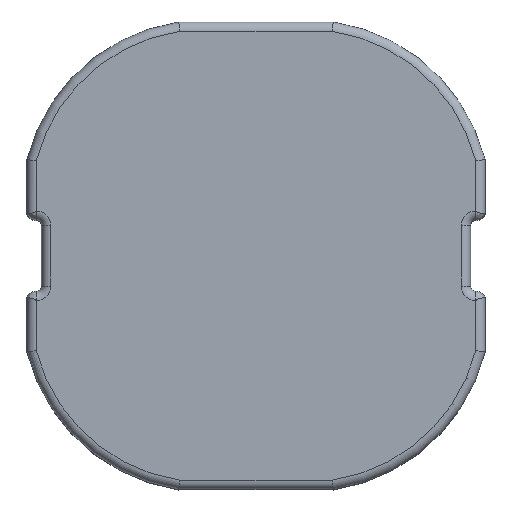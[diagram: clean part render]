
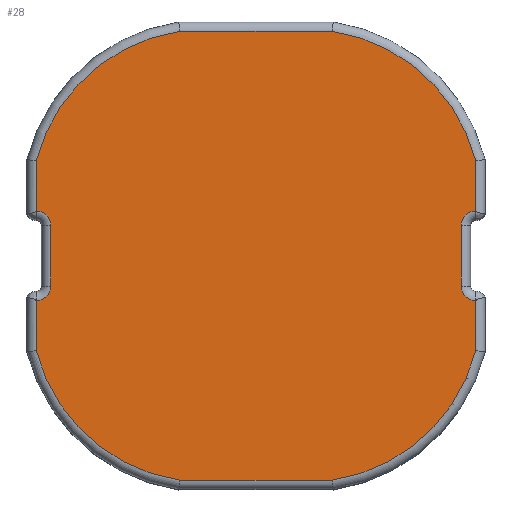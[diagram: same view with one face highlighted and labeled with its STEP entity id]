
A CAD part, top view. The second image highlights one B-rep face of the part: STEP entity #28.
In plain terms, the highlighted planar face has unit normal (0, 0, 1).
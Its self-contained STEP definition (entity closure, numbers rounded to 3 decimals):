
#28 = ADVANCED_FACE('',(#29),#167,.F.);
#29 = FACE_BOUND('',#30,.F.);
#30 = EDGE_LOOP('',(#31,#41,#50,#58,#67,#75,#84,#92,#101,#109,#118,#126,
    #135,#143,#152,#160));
#31 = ORIENTED_EDGE('',*,*,#32,.F.);
#32 = EDGE_CURVE('',#33,#35,#37,.T.);
#33 = VERTEX_POINT('',#34);
#34 = CARTESIAN_POINT('',(-4.7,2.03,6.)
  );
#35 = VERTEX_POINT('',#36);
#36 = CARTESIAN_POINT('',(-4.7,0.958,6.)
  );
#37 = LINE('',#38,#39);
#38 = CARTESIAN_POINT('',(-4.7,2.03,6.)
  );
#39 = VECTOR('',#40,1.);
#40 = DIRECTION('',(0.,-1.,
    0.));
#41 = ORIENTED_EDGE('',*,*,#42,.F.);
#42 = EDGE_CURVE('',#43,#33,#45,.T.);
#43 = VERTEX_POINT('',#44);
#44 = CARTESIAN_POINT('',(-1.635,4.8,6.)
  );
#45 = CIRCLE('',#46,3.739);
#46 = AXIS2_PLACEMENT_3D('',#47,#48,#49);
#47 = CARTESIAN_POINT('',(-1.077,1.102,6.)
  );
#48 = DIRECTION('',(0.,0.,1.));
#49 = DIRECTION('',(-0.149,0.989,0.));
#50 = ORIENTED_EDGE('',*,*,#51,.F.);
#51 = EDGE_CURVE('',#52,#43,#54,.T.);
#52 = VERTEX_POINT('',#53);
#53 = CARTESIAN_POINT('',(1.635,4.8,6.)
  );
#54 = LINE('',#55,#56);
#55 = CARTESIAN_POINT('',(1.635,4.8,6.)
  );
#56 = VECTOR('',#57,1.);
#57 = DIRECTION('',(-1.,0.,0.));
#58 = ORIENTED_EDGE('',*,*,#59,.F.);
#59 = EDGE_CURVE('',#60,#52,#62,.T.);
#60 = VERTEX_POINT('',#61);
#61 = CARTESIAN_POINT('',(4.7,2.03,6.)
  );
#62 = CIRCLE('',#63,3.739);
#63 = AXIS2_PLACEMENT_3D('',#64,#65,#66);
#64 = CARTESIAN_POINT('',(1.077,1.102,6.)
  );
#65 = DIRECTION('',(0.,0.,1.));
#66 = DIRECTION('',(0.969,0.248,0.));
#67 = ORIENTED_EDGE('',*,*,#68,.F.);
#68 = EDGE_CURVE('',#69,#60,#71,.T.);
#69 = VERTEX_POINT('',#70);
#70 = CARTESIAN_POINT('',(4.7,0.958,6.)
  );
#71 = LINE('',#72,#73);
#72 = CARTESIAN_POINT('',(4.7,0.958,6.)
  );
#73 = VECTOR('',#74,1.);
#74 = DIRECTION('',(0.,1.,0.)
  );
#75 = ORIENTED_EDGE('',*,*,#76,.F.);
#76 = EDGE_CURVE('',#77,#69,#79,.T.);
#77 = VERTEX_POINT('',#78);
#78 = CARTESIAN_POINT('',(4.391,0.649,6.)
  );
#79 = CIRCLE('',#80,0.309);
#80 = AXIS2_PLACEMENT_3D('',#81,#82,#83);
#81 = CARTESIAN_POINT('',(4.7,0.649,6.)
  );
#82 = DIRECTION('',(0.,0.,-1.));
#83 = DIRECTION('',(-1.,0.,0.));
#84 = ORIENTED_EDGE('',*,*,#85,.F.);
#85 = EDGE_CURVE('',#86,#77,#88,.T.);
#86 = VERTEX_POINT('',#87);
#87 = CARTESIAN_POINT('',(4.391,-0.649,6.)
  );
#88 = LINE('',#89,#90);
#89 = CARTESIAN_POINT('',(4.391,-0.649,6.)
  );
#90 = VECTOR('',#91,1.);
#91 = DIRECTION('',(0.,1.,0.));
#92 = ORIENTED_EDGE('',*,*,#93,.F.);
#93 = EDGE_CURVE('',#94,#86,#96,.T.);
#94 = VERTEX_POINT('',#95);
#95 = CARTESIAN_POINT('',(4.7,-0.958,6.)
  );
#96 = CIRCLE('',#97,0.309);
#97 = AXIS2_PLACEMENT_3D('',#98,#99,#100);
#98 = CARTESIAN_POINT('',(4.7,-0.649,6.)
  );
#99 = DIRECTION('',(0.,0.,-1.));
#100 = DIRECTION('',(0.001,-1.,
    0.));
#101 = ORIENTED_EDGE('',*,*,#102,.F.);
#102 = EDGE_CURVE('',#103,#94,#105,.T.);
#103 = VERTEX_POINT('',#104);
#104 = CARTESIAN_POINT('',(4.7,-2.03,6.
    ));
#105 = LINE('',#106,#107);
#106 = CARTESIAN_POINT('',(4.7,-2.03,6.
    ));
#107 = VECTOR('',#108,1.);
#108 = DIRECTION('',(0.,1.,
    0.));
#109 = ORIENTED_EDGE('',*,*,#110,.F.);
#110 = EDGE_CURVE('',#111,#103,#113,.T.);
#111 = VERTEX_POINT('',#112);
#112 = CARTESIAN_POINT('',(1.635,-4.8,6.
    ));
#113 = CIRCLE('',#114,3.739);
#114 = AXIS2_PLACEMENT_3D('',#115,#116,#117);
#115 = CARTESIAN_POINT('',(1.077,-1.102,6.
    ));
#116 = DIRECTION('',(0.,0.,1.));
#117 = DIRECTION('',(0.149,-0.989,0.)
  );
#118 = ORIENTED_EDGE('',*,*,#119,.F.);
#119 = EDGE_CURVE('',#120,#111,#122,.T.);
#120 = VERTEX_POINT('',#121);
#121 = CARTESIAN_POINT('',(-1.635,-4.8,
    6.));
#122 = LINE('',#123,#124);
#123 = CARTESIAN_POINT('',(-1.635,-4.8,
    6.));
#124 = VECTOR('',#125,1.);
#125 = DIRECTION('',(1.,0.,0.));
#126 = ORIENTED_EDGE('',*,*,#127,.F.);
#127 = EDGE_CURVE('',#128,#120,#130,.T.);
#128 = VERTEX_POINT('',#129);
#129 = CARTESIAN_POINT('',(-4.7,-2.03,
    6.));
#130 = CIRCLE('',#131,3.739);
#131 = AXIS2_PLACEMENT_3D('',#132,#133,#134);
#132 = CARTESIAN_POINT('',(-1.077,-1.102,
    6.));
#133 = DIRECTION('',(0.,0.,1.));
#134 = DIRECTION('',(-0.969,-0.248,0.
    ));
#135 = ORIENTED_EDGE('',*,*,#136,.F.);
#136 = EDGE_CURVE('',#137,#128,#139,.T.);
#137 = VERTEX_POINT('',#138);
#138 = CARTESIAN_POINT('',(-4.7,-0.958,
    6.));
#139 = LINE('',#140,#141);
#140 = CARTESIAN_POINT('',(-4.7,-0.958,
    6.));
#141 = VECTOR('',#142,1.);
#142 = DIRECTION('',(0.,-1.,
    0.));
#143 = ORIENTED_EDGE('',*,*,#144,.F.);
#144 = EDGE_CURVE('',#145,#137,#147,.T.);
#145 = VERTEX_POINT('',#146);
#146 = CARTESIAN_POINT('',(-4.391,-0.649,
    6.));
#147 = CIRCLE('',#148,0.309);
#148 = AXIS2_PLACEMENT_3D('',#149,#150,#151);
#149 = CARTESIAN_POINT('',(-4.7,-0.649,
    6.));
#150 = DIRECTION('',(0.,0.,-1.));
#151 = DIRECTION('',(1.,0.,0.));
#152 = ORIENTED_EDGE('',*,*,#153,.F.);
#153 = EDGE_CURVE('',#154,#145,#156,.T.);
#154 = VERTEX_POINT('',#155);
#155 = CARTESIAN_POINT('',(-4.391,0.649,6.
    ));
#156 = LINE('',#157,#158);
#157 = CARTESIAN_POINT('',(-4.391,0.649,6.
    ));
#158 = VECTOR('',#159,1.);
#159 = DIRECTION('',(0.,-1.,0.));
#160 = ORIENTED_EDGE('',*,*,#161,.F.);
#161 = EDGE_CURVE('',#35,#154,#162,.T.);
#162 = CIRCLE('',#163,0.309);
#163 = AXIS2_PLACEMENT_3D('',#164,#165,#166);
#164 = CARTESIAN_POINT('',(-4.7,0.649,6.
    ));
#165 = DIRECTION('',(0.,0.,-1.));
#166 = DIRECTION('',(-0.001,1.,
    0.));
#167 = PLANE('',#168);
#168 = AXIS2_PLACEMENT_3D('',#169,#170,#171);
#169 = CARTESIAN_POINT('',(0.,0.,
    6.));
#170 = DIRECTION('',(0.,0.,-1.));
#171 = DIRECTION('',(0.,1.,0.));
